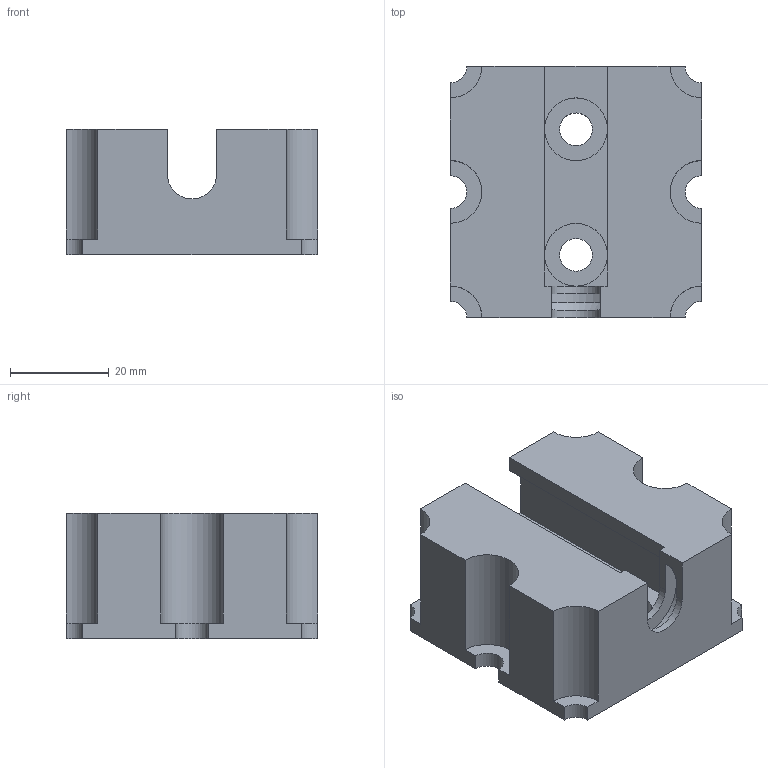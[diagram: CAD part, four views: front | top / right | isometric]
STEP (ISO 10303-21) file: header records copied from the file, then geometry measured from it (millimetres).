
FILE_DESCRIPTION(/* description */ (''),/* implementation_level */ '2;1');
FILE_NAME(/* name */ 'LSM Body.step',/* time_stamp */ '2021-01-29T17:23:36-06:00',/* author */ (''),/* organization */ (''),/* preprocessor_version */ 'ST-DEVELOPER v18.1',/* originating_system */ 'Autodesk Translation Framework v9.7.1.1290',/* authorisation */ '');
FILE_SCHEMA (('AUTOMOTIVE_DESIGN { 1 0 10303 214 3 1 1 }'));
Length unit declared in the file: millimetre
Products named in the file (1): LSM Body
Bounding box: 50.8 x 50.8 x 25.4 mm (x, y, z)
Volume: 45071.1 mm3; surface area: 12662.3 mm2
Topology: 1 solids, 1 shells, 49 faces, 137 edges, 91 vertices
Faces by surface type: plane 29, cylinder 19, cone 1
Full cylindrical faces by diameter (mm): 6.604 x2, 12.7 x2
Entity records: 1629 total; most frequent: CARTESIAN_POINT 282, DIRECTION 275, ORIENTED_EDGE 274, EDGE_CURVE 137, LINE 95, VECTOR 95, VERTEX_POINT 91, AXIS2_PLACEMENT_3D 90
